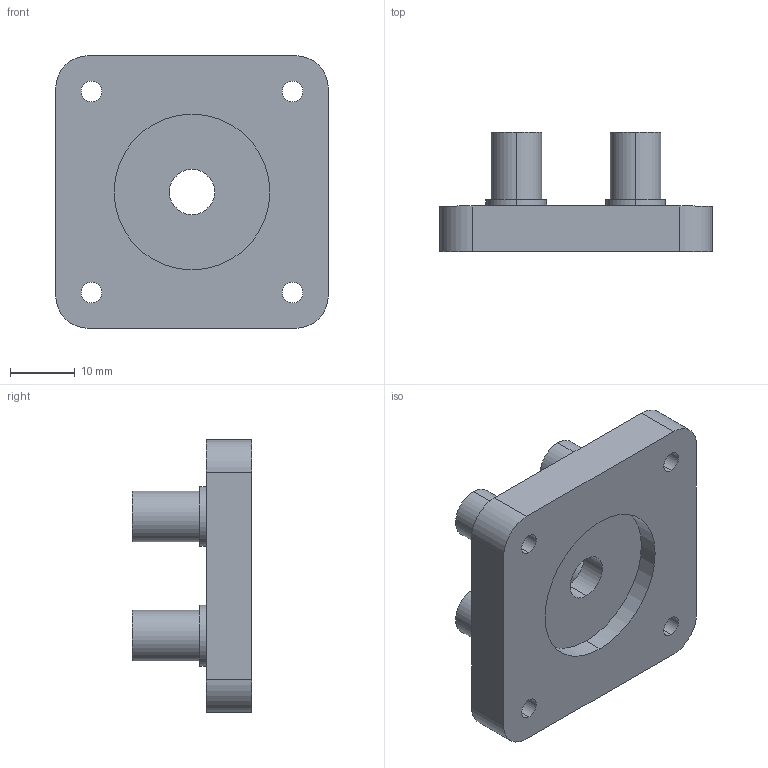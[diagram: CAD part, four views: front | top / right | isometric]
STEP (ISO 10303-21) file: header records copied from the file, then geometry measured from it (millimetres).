
FILE_DESCRIPTION (( 'STEP AP214' ), '1' );
FILE_NAME ('Carrier_Plate.STEP', '2024-09-08T13:27:48', ( '' ), ( '' ), 'SwSTEP 2.0', 'SolidWorks 2024', '' );
FILE_SCHEMA (( 'AUTOMOTIVE_DESIGN' ));
Length unit declared in the file: millimetre
Products named in the file (1): Carrier_Plate
Bounding box: 42 x 18.4 x 42 mm (x, y, z)
Volume: 12414.7 mm3; surface area: 6315 mm2
Topology: 1 solids, 1 shells, 59 faces, 132 edges, 88 vertices
Faces by surface type: cylinder 40, plane 19
Entity records: 1729 total; most frequent: DIRECTION 332, CARTESIAN_POINT 280, ORIENTED_EDGE 264, AXIS2_PLACEMENT_3D 140, EDGE_CURVE 132, VERTEX_POINT 88, EDGE_LOOP 82, CIRCLE 80
